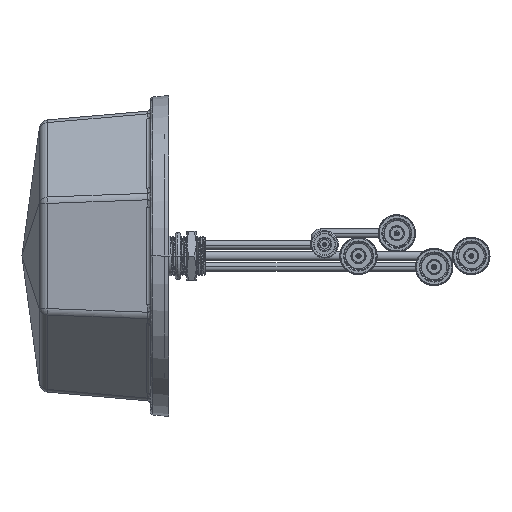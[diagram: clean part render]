
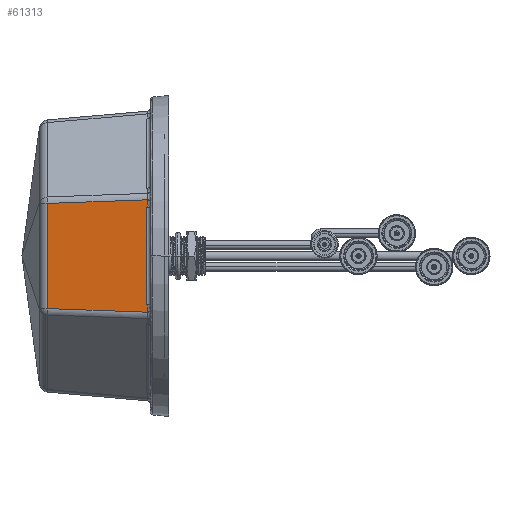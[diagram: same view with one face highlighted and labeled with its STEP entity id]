
A CAD part, left-side view. The second image highlights one B-rep face of the part: STEP entity #61313.
In plain terms, the highlighted planar face has unit normal (-0.996, 0.087, 0).
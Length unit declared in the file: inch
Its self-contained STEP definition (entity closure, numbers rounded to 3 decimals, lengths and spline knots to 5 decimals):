
#2047 = VECTOR ( 'NONE', #40184, 39.37008 ) ;
#2647 = CARTESIAN_POINT ( 'NONE',  ( -3.10973, 0.4584, -1.18496 ) ) ;
#5873 = CARTESIAN_POINT ( 'NONE',  ( -3.10932, 0.46311, 1.13104 ) ) ;
#6480 = ORIENTED_EDGE ( 'NONE', *, *, #72371, .F. ) ;
#7113 = CARTESIAN_POINT ( 'NONE',  ( -3.1095, 0.46103, 1.15773 ) ) ;
#8344 = CARTESIAN_POINT ( 'NONE',  ( -3.1092, 0.46441, 1.11084 ) ) ;
#12077 = CARTESIAN_POINT ( 'NONE',  ( -3.10948, 0.46127, -1.15942 ) ) ;
#13312 = CARTESIAN_POINT ( 'NONE',  ( -3.10931, 0.46317, -1.13019 ) ) ;
#13824 = LINE ( 'NONE', #108880, #109488 ) ;
#15934 = CARTESIAN_POINT ( 'NONE',  ( -3.10974, 0.45831, 1.1838 ) ) ;
#19060 = EDGE_CURVE ( 'NONE', #46178, #84394, #13824, .T. ) ;
#20310 = CARTESIAN_POINT ( 'NONE',  ( -3.10925, 0.46391, -1.11773 ) ) ;
#22411 = PLANE ( 'NONE',  #110599 ) ;
#22771 = CARTESIAN_POINT ( 'NONE',  ( -3.10931, 0.46317, -1.13013 ) ) ;
#23653 = CARTESIAN_POINT ( 'NONE',  ( -3.14961, 0., 1.5748 ) ) ;
#25105 = CARTESIAN_POINT ( 'NONE',  ( -3.1091, 0.46562, 1.05094 ) ) ;
#25984 = CARTESIAN_POINT ( 'NONE',  ( -3.10931, 0.46319, 1.1299 ) ) ;
#27205 = CARTESIAN_POINT ( 'NONE',  ( -3.1091, 0.46562, 1.08465 ) ) ;
#30971 = CARTESIAN_POINT ( 'NONE',  ( -3.10921, 0.46434, -1.10925 ) ) ;
#34323 = EDGE_CURVE ( 'NONE', #63150, #85130, #106279, .T. ) ;
#35944 = DIRECTION ( 'NONE',  ( 0., 0., -1. ) ) ;
#37184 = LINE ( 'NONE', #54855, #51981 ) ;
#37275 = CARTESIAN_POINT ( 'NONE',  ( -3.10933, 0.46301, 1.13264 ) ) ;
#38385 = CARTESIAN_POINT ( 'NONE',  ( -3.11002, 0.45504, 1.20698 ) ) ;
#38927 = LINE ( 'NONE', #68562, #2047 ) ;
#40184 = DIRECTION ( 'NONE',  ( 0., 0., 1. ) ) ;
#41978 = B_SPLINE_CURVE_WITH_KNOTS ( 'NONE', 3,
 ( #116006, #106547, #70027, #59358, #30971, #20310, #80071, #69429, #98928, #59971, #88294, #22771, #13312, #12077, #2647, #78874 ),
 .UNSPECIFIED., .F., .F.,
 ( 4, 2, 2, 1, 1, 1, 1, 2, 2, 4 ),
 ( 0., 0.25, 0.375, 0.4375, 0.46875, 0.48438, 0.49219, 0.49609, 0.5, 1. ),
 .UNSPECIFIED. ) ;
#46178 = VERTEX_POINT ( 'NONE', #76436 ) ;
#47230 = EDGE_CURVE ( 'NONE', #66233, #84394, #41978, .T. ) ;
#49396 = ORIENTED_EDGE ( 'NONE', *, *, #19060, .T. ) ;
#51588 = DIRECTION ( 'NONE',  ( -0.087, -0.996, -0.036 ) ) ;
#51981 = VECTOR ( 'NONE', #35944, 39.37008 ) ;
#54855 = CARTESIAN_POINT ( 'NONE',  ( -3.1091, 0.46562, 1.05094 ) ) ;
#56188 = CARTESIAN_POINT ( 'NONE',  ( -3.10987, 0.45674, 1.19584 ) ) ;
#57028 = CARTESIAN_POINT ( 'NONE',  ( -3.11002, 0.45504, -1.20698 ) ) ;
#59358 = CARTESIAN_POINT ( 'NONE',  ( -3.10919, 0.46461, -1.10311 ) ) ;
#59971 = CARTESIAN_POINT ( 'NONE',  ( -3.10931, 0.46322, -1.12939 ) ) ;
#61313 = ADVANCED_FACE ( 'NONE', ( #111142 ), #22411, .F. ) ;
#63150 = VERTEX_POINT ( 'NONE', #38385 ) ;
#66233 = VERTEX_POINT ( 'NONE', #118162 ) ;
#66292 = CARTESIAN_POINT ( 'NONE',  ( -3.1091, 0.46562, 1.05094 ) ) ;
#66670 = ORIENTED_EDGE ( 'NONE', *, *, #112000, .F. ) ;
#68562 = CARTESIAN_POINT ( 'NONE',  ( -2.92351, 2.59901, -1.12972 ) ) ;
#69153 = B_SPLINE_CURVE_WITH_KNOTS ( 'NONE', 3,
 ( #102776, #56188, #15934, #83928, #7113, #75117, #94585, #74499, #37275, #5873, #112237, #25984, #93958, #8344, #27205, #66292 ),
 .UNSPECIFIED., .F., .F.,
 ( 4, 2, 2, 1, 1, 1, 1, 2, 2, 4 ),
 ( 0., 0.25, 0.375, 0.4375, 0.46875, 0.48438, 0.49219, 0.49609, 0.5, 1. ),
 .UNSPECIFIED. ) ;
#69429 = CARTESIAN_POINT ( 'NONE',  ( -3.10929, 0.46342, -1.12621 ) ) ;
#70027 = CARTESIAN_POINT ( 'NONE',  ( -3.10913, 0.4653, -1.08323 ) ) ;
#70921 = DIRECTION ( 'NONE',  ( 0., 0., -1. ) ) ;
#72371 = EDGE_CURVE ( 'NONE', #63150, #123546, #69153, .T. ) ;
#74499 = CARTESIAN_POINT ( 'NONE',  ( -3.10935, 0.46279, 1.13582 ) ) ;
#75117 = CARTESIAN_POINT ( 'NONE',  ( -3.10942, 0.46192, 1.14737 ) ) ;
#76436 = CARTESIAN_POINT ( 'NONE',  ( -2.92351, 2.59901, -1.12972 ) ) ;
#77084 = CARTESIAN_POINT ( 'NONE',  ( -2.92351, 2.59901, 1.12972 ) ) ;
#78874 = CARTESIAN_POINT ( 'NONE',  ( -3.11002, 0.45504, -1.20698 ) ) ;
#80071 = CARTESIAN_POINT ( 'NONE',  ( -3.10927, 0.46369, -1.12179 ) ) ;
#81945 = EDGE_LOOP ( 'NONE', ( #115046, #106618, #49396, #107268, #66670, #6480 ) ) ;
#83928 = CARTESIAN_POINT ( 'NONE',  ( -3.10955, 0.46039, 1.16441 ) ) ;
#84394 = VERTEX_POINT ( 'NONE', #57028 ) ;
#85103 = CARTESIAN_POINT ( 'NONE',  ( -2.92351, 2.59901, 1.12972 ) ) ;
#85130 = VERTEX_POINT ( 'NONE', #85103 ) ;
#88294 = CARTESIAN_POINT ( 'NONE',  ( -3.10931, 0.46319, -1.12983 ) ) ;
#93603 = EDGE_CURVE ( 'NONE', #46178, #85130, #38927, .T. ) ;
#93958 = CARTESIAN_POINT ( 'NONE',  ( -3.10931, 0.46321, 1.12958 ) ) ;
#94585 = CARTESIAN_POINT ( 'NONE',  ( -3.10939, 0.46234, 1.1421 ) ) ;
#98928 = CARTESIAN_POINT ( 'NONE',  ( -3.1093, 0.46329, -1.12834 ) ) ;
#102776 = CARTESIAN_POINT ( 'NONE',  ( -3.11002, 0.45504, 1.20698 ) ) ;
#103519 = CARTESIAN_POINT ( 'NONE',  ( -3.11002, 0.45504, 1.20698 ) ) ;
#104133 = CARTESIAN_POINT ( 'NONE',  ( -2.98568, 1.88435, 1.15548 ) ) ;
#106279 = B_SPLINE_CURVE_WITH_KNOTS ( 'NONE', 3,
 ( #103519, #116119, #104133, #77084 ),
 .UNSPECIFIED., .F., .F.,
 ( 4, 4 ),
 ( 0., 1. ),
 .UNSPECIFIED. ) ;
#106547 = CARTESIAN_POINT ( 'NONE',  ( -3.1091, 0.46562, -1.06804 ) ) ;
#106618 = ORIENTED_EDGE ( 'NONE', *, *, #93603, .F. ) ;
#107268 = ORIENTED_EDGE ( 'NONE', *, *, #47230, .F. ) ;
#108880 = CARTESIAN_POINT ( 'NONE',  ( -2.92351, 2.59901, -1.12972 ) ) ;
#109488 = VECTOR ( 'NONE', #51588, 39.37008 ) ;
#110520 = DIRECTION ( 'NONE',  ( 0.996, -0.087, 0. ) ) ;
#110599 = AXIS2_PLACEMENT_3D ( 'NONE', #23653, #110520, #70921 ) ;
#111142 = FACE_OUTER_BOUND ( 'NONE', #81945, .T. ) ;
#112000 = EDGE_CURVE ( 'NONE', #123546, #66233, #37184, .T. ) ;
#112237 = CARTESIAN_POINT ( 'NONE',  ( -3.10931, 0.46316, 1.13036 ) ) ;
#115046 = ORIENTED_EDGE ( 'NONE', *, *, #34323, .T. ) ;
#116006 = CARTESIAN_POINT ( 'NONE',  ( -3.1091, 0.46562, -1.05094 ) ) ;
#116119 = CARTESIAN_POINT ( 'NONE',  ( -3.04785, 1.1697, 1.18123 ) ) ;
#118162 = CARTESIAN_POINT ( 'NONE',  ( -3.1091, 0.46562, -1.05094 ) ) ;
#123546 = VERTEX_POINT ( 'NONE', #25105 ) ;
